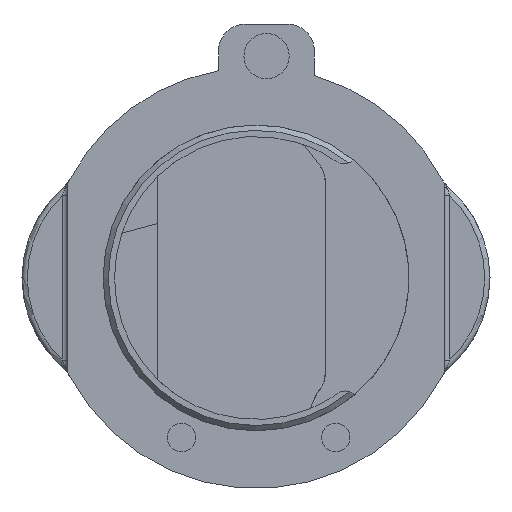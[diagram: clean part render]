
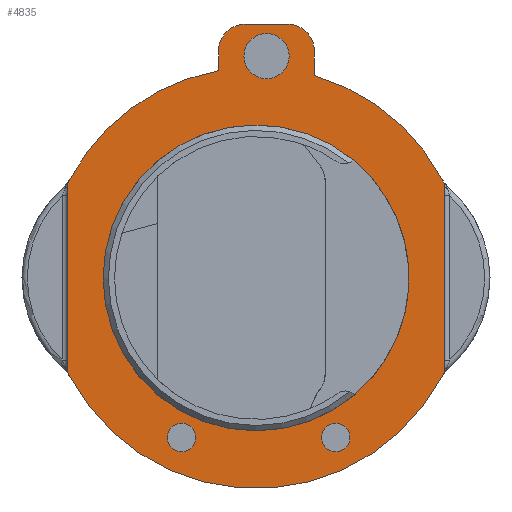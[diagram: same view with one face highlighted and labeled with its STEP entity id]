
A CAD part, front view. The second image highlights one B-rep face of the part: STEP entity #4835.
In plain terms, the highlighted planar face has unit normal (0, -1, 0).
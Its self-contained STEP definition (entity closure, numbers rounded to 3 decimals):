
#57=FACE_BOUND('',#726,.T.);
#58=FACE_BOUND('',#727,.T.);
#59=FACE_BOUND('',#728,.T.);
#60=FACE_BOUND('',#729,.T.);
#291=CIRCLE('',#5119,28.75);
#309=CIRCLE('',#5157,4.25);
#342=CIRCLE('',#5203,5.);
#343=CIRCLE('',#5205,5.);
#344=CIRCLE('',#5207,39.6);
#345=CIRCLE('',#5209,5.);
#346=CIRCLE('',#5212,5.);
#347=CIRCLE('',#5215,39.6);
#348=CIRCLE('',#5219,39.6);
#349=CIRCLE('',#5220,5.);
#350=CIRCLE('',#5221,5.);
#351=CIRCLE('',#5222,2.675);
#352=CIRCLE('',#5223,2.675);
#474=FACE_OUTER_BOUND('',#725,.T.);
#725=EDGE_LOOP('',(#3873,#3874,#3875,#3876,#3877,#3878,#3879,#3880,#3881,
#3882,#3883,#3884,#3885,#3886));
#726=EDGE_LOOP('',(#3887));
#727=EDGE_LOOP('',(#3888));
#728=EDGE_LOOP('',(#3889));
#729=EDGE_LOOP('',(#3890));
#1186=LINE('',#8886,#1674);
#1187=LINE('',#8888,#1675);
#1188=LINE('',#8893,#1676);
#1189=LINE('',#8897,#1677);
#1190=LINE('',#8900,#1678);
#1674=VECTOR('',#6148,10.);
#1675=VECTOR('',#6151,10.);
#1676=VECTOR('',#6156,10.);
#1677=VECTOR('',#6159,10.);
#1678=VECTOR('',#6162,10.);
#2172=VERTEX_POINT('',#8391);
#2194=VERTEX_POINT('',#8484);
#2238=VERTEX_POINT('',#8850);
#2239=VERTEX_POINT('',#8852);
#2240=VERTEX_POINT('',#8857);
#2241=VERTEX_POINT('',#8859);
#2242=VERTEX_POINT('',#8864);
#2243=VERTEX_POINT('',#8869);
#2244=VERTEX_POINT('',#8871);
#2245=VERTEX_POINT('',#8877);
#2246=VERTEX_POINT('',#8882);
#2247=VERTEX_POINT('',#8890);
#2248=VERTEX_POINT('',#8892);
#2249=VERTEX_POINT('',#8894);
#2250=VERTEX_POINT('',#8896);
#2251=VERTEX_POINT('',#8898);
#2252=VERTEX_POINT('',#8901);
#2253=VERTEX_POINT('',#8903);
#2746=EDGE_CURVE('',#2172,#2172,#291,.T.);
#2790=EDGE_CURVE('',#2194,#2194,#309,.F.);
#2852=EDGE_CURVE('',#2239,#2238,#342,.F.);
#2856=EDGE_CURVE('',#2241,#2240,#343,.F.);
#2859=EDGE_CURVE('',#2242,#2241,#344,.T.);
#2863=EDGE_CURVE('',#2243,#2244,#345,.T.);
#2866=EDGE_CURVE('',#2242,#2245,#346,.T.);
#2868=EDGE_CURVE('',#2246,#2239,#347,.T.);
#2870=EDGE_CURVE('',#2244,#2240,#1186,.F.);
#2871=EDGE_CURVE('',#2245,#2238,#1187,.F.);
#2872=EDGE_CURVE('',#2243,#2247,#348,.T.);
#2873=EDGE_CURVE('',#2247,#2248,#1188,.T.);
#2874=EDGE_CURVE('',#2248,#2249,#349,.T.);
#2875=EDGE_CURVE('',#2249,#2250,#1189,.T.);
#2876=EDGE_CURVE('',#2250,#2251,#350,.T.);
#2877=EDGE_CURVE('',#2251,#2246,#1190,.T.);
#2878=EDGE_CURVE('',#2252,#2252,#351,.T.);
#2879=EDGE_CURVE('',#2253,#2253,#352,.T.);
#3873=ORIENTED_EDGE('',*,*,#2870,.F.);
#3874=ORIENTED_EDGE('',*,*,#2863,.F.);
#3875=ORIENTED_EDGE('',*,*,#2872,.T.);
#3876=ORIENTED_EDGE('',*,*,#2873,.T.);
#3877=ORIENTED_EDGE('',*,*,#2874,.T.);
#3878=ORIENTED_EDGE('',*,*,#2875,.T.);
#3879=ORIENTED_EDGE('',*,*,#2876,.T.);
#3880=ORIENTED_EDGE('',*,*,#2877,.T.);
#3881=ORIENTED_EDGE('',*,*,#2868,.T.);
#3882=ORIENTED_EDGE('',*,*,#2852,.T.);
#3883=ORIENTED_EDGE('',*,*,#2871,.F.);
#3884=ORIENTED_EDGE('',*,*,#2866,.F.);
#3885=ORIENTED_EDGE('',*,*,#2859,.T.);
#3886=ORIENTED_EDGE('',*,*,#2856,.T.);
#3887=ORIENTED_EDGE('',*,*,#2746,.T.);
#3888=ORIENTED_EDGE('',*,*,#2790,.T.);
#3889=ORIENTED_EDGE('',*,*,#2878,.T.);
#3890=ORIENTED_EDGE('',*,*,#2879,.T.);
#4610=PLANE('',#5218);
#4835=ADVANCED_FACE('',(#474,#57,#58,#59,#60),#4610,.F.);
#5119=AXIS2_PLACEMENT_3D('',#8393,#5909,#5910);
#5157=AXIS2_PLACEMENT_3D('',#8485,#6007,#6008);
#5203=AXIS2_PLACEMENT_3D('',#8853,#6108,#6109);
#5205=AXIS2_PLACEMENT_3D('',#8860,#6115,#6116);
#5207=AXIS2_PLACEMENT_3D('',#8865,#6121,#6122);
#5209=AXIS2_PLACEMENT_3D('',#8872,#6128,#6129);
#5212=AXIS2_PLACEMENT_3D('',#8878,#6136,#6137);
#5215=AXIS2_PLACEMENT_3D('',#8883,#6143,#6144);
#5218=AXIS2_PLACEMENT_3D('',#8889,#6152,#6153);
#5219=AXIS2_PLACEMENT_3D('',#8891,#6154,#6155);
#5220=AXIS2_PLACEMENT_3D('',#8895,#6157,#6158);
#5221=AXIS2_PLACEMENT_3D('',#8899,#6160,#6161);
#5222=AXIS2_PLACEMENT_3D('',#8902,#6163,#6164);
#5223=AXIS2_PLACEMENT_3D('',#8904,#6165,#6166);
#5909=DIRECTION('center_axis',(0.,1.,0.));
#5910=DIRECTION('ref_axis',(1.,0.,0.));
#6007=DIRECTION('center_axis',(0.,-1.,0.));
#6008=DIRECTION('ref_axis',(-1.,0.,0.));
#6108=DIRECTION('center_axis',(0.,-1.,0.));
#6109=DIRECTION('ref_axis',(0.782,0.,-0.624));
#6115=DIRECTION('center_axis',(0.,-1.,0.));
#6116=DIRECTION('ref_axis',(-0.782,0.,0.624));
#6121=DIRECTION('center_axis',(0.,-1.,0.));
#6122=DIRECTION('ref_axis',(-1.,0.,0.));
#6128=DIRECTION('center_axis',(0.,-1.,0.));
#6129=DIRECTION('ref_axis',(-0.782,0.,-0.624));
#6136=DIRECTION('center_axis',(0.,-1.,0.));
#6137=DIRECTION('ref_axis',(0.782,0.,0.624));
#6143=DIRECTION('center_axis',(0.,-1.,0.));
#6144=DIRECTION('ref_axis',(-1.,0.,0.));
#6148=DIRECTION('',(0.,0.,1.));
#6151=DIRECTION('',(0.,0.,-1.));
#6152=DIRECTION('center_axis',(0.,1.,0.));
#6153=DIRECTION('ref_axis',(0.,0.,1.));
#6154=DIRECTION('center_axis',(0.,-1.,0.));
#6155=DIRECTION('ref_axis',(-1.,0.,0.));
#6156=DIRECTION('',(0.,0.,1.));
#6157=DIRECTION('center_axis',(0.,-1.,0.));
#6158=DIRECTION('ref_axis',(1.,0.,0.));
#6159=DIRECTION('',(-1.,0.,0.));
#6160=DIRECTION('center_axis',(0.,-1.,0.));
#6161=DIRECTION('ref_axis',(0.,0.,1.));
#6162=DIRECTION('',(0.,0.,-1.));
#6163=DIRECTION('center_axis',(0.,1.,0.));
#6164=DIRECTION('ref_axis',(-1.,0.,0.));
#6165=DIRECTION('center_axis',(0.,1.,0.));
#6166=DIRECTION('ref_axis',(-1.,0.,0.));
#8391=CARTESIAN_POINT('',(-28.75,198.592,0.));
#8393=CARTESIAN_POINT('Origin',(0.,198.592,0.));
#8484=CARTESIAN_POINT('',(6.228,198.592,41.711));
#8485=CARTESIAN_POINT('Origin',(1.978,198.592,41.711));
#8850=CARTESIAN_POINT('',(-35.458,198.592,17.803));
#8852=CARTESIAN_POINT('',(-35.015,198.592,18.496));
#8853=CARTESIAN_POINT('Origin',(-39.436,198.592,20.832));
#8857=CARTESIAN_POINT('',(35.458,198.592,-17.803));
#8859=CARTESIAN_POINT('',(35.015,198.592,-18.496));
#8860=CARTESIAN_POINT('Origin',(39.436,198.592,-20.832));
#8864=CARTESIAN_POINT('',(-35.015,198.592,-18.496));
#8865=CARTESIAN_POINT('Origin',(0.,198.592,0.));
#8869=CARTESIAN_POINT('',(35.015,198.592,18.496));
#8871=CARTESIAN_POINT('',(35.458,198.592,17.803));
#8872=CARTESIAN_POINT('Origin',(39.436,198.592,20.832));
#8877=CARTESIAN_POINT('',(-35.458,198.592,-17.803));
#8878=CARTESIAN_POINT('Origin',(-39.436,198.592,-20.832));
#8882=CARTESIAN_POINT('',(-7.034,198.592,38.97));
#8883=CARTESIAN_POINT('Origin',(0.,198.592,0.));
#8886=CARTESIAN_POINT('',(35.458,198.592,-8.816));
#8888=CARTESIAN_POINT('',(-35.458,198.592,8.816));
#8889=CARTESIAN_POINT('Origin',(0.,198.592,0.));
#8890=CARTESIAN_POINT('',(10.966,198.592,38.051));
#8891=CARTESIAN_POINT('Origin',(0.,198.592,0.));
#8892=CARTESIAN_POINT('',(10.966,198.592,42.711));
#8893=CARTESIAN_POINT('',(10.966,198.592,38.051));
#8894=CARTESIAN_POINT('',(5.966,198.592,47.711));
#8895=CARTESIAN_POINT('Origin',(5.966,198.592,42.711));
#8896=CARTESIAN_POINT('',(-2.034,198.592,47.711));
#8897=CARTESIAN_POINT('',(5.966,198.592,47.711));
#8898=CARTESIAN_POINT('',(-7.034,198.592,42.711));
#8899=CARTESIAN_POINT('Origin',(-2.034,198.592,42.711));
#8900=CARTESIAN_POINT('',(-7.034,198.592,42.711));
#8901=CARTESIAN_POINT('',(17.675,198.592,-30.));
#8902=CARTESIAN_POINT('Origin',(15.,198.592,-30.));
#8903=CARTESIAN_POINT('',(-11.325,198.592,-30.));
#8904=CARTESIAN_POINT('Origin',(-14.,198.592,-30.));
